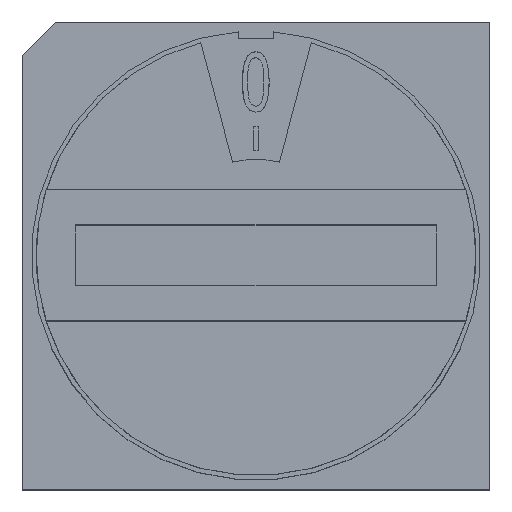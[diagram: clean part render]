
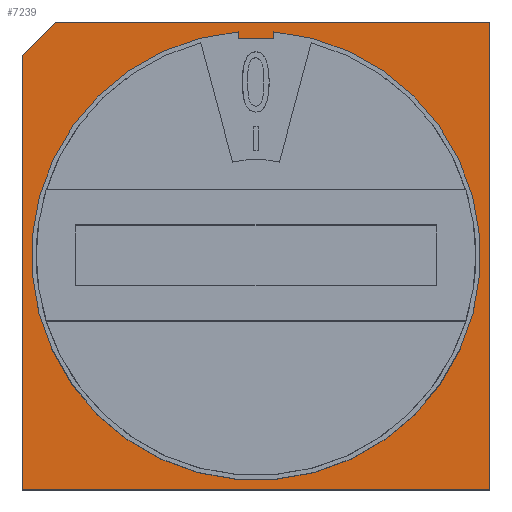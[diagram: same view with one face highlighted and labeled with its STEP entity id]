
A CAD part, top view. The second image highlights one B-rep face of the part: STEP entity #7239.
In plain terms, the highlighted planar face has unit normal (0, 0, 1).
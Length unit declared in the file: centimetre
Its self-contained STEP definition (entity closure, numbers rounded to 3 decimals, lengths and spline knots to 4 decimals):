
#1015=LINE('',#12149,#1791);
#1019=LINE('',#12157,#1795);
#1023=LINE('',#12165,#1799);
#1027=LINE('',#12174,#1803);
#1030=LINE('',#12180,#1806);
#1034=LINE('',#12190,#1810);
#1060=LINE('',#12395,#1836);
#1061=LINE('',#12397,#1837);
#1791=VECTOR('',#8788,1.);
#1795=VECTOR('',#8794,1.);
#1799=VECTOR('',#8800,1.);
#1803=VECTOR('',#8806,1.);
#1806=VECTOR('',#8811,1.);
#1810=VECTOR('',#8823,1.);
#1836=VECTOR('',#8871,1.);
#1837=VECTOR('',#8874,1.);
#1962=FACE_BOUND('',#2788,.T.);
#2341=FACE_OUTER_BOUND('',#2787,.T.);
#2787=EDGE_LOOP('',(#6338,#6339,#6340,#6341,#6342));
#2788=EDGE_LOOP('',(#6343,#6344,#6345,#6346));
#2846=CIRCLE('',#7588,0.48);
#3415=VERTEX_POINT('',#12147);
#3416=VERTEX_POINT('',#12148);
#3419=VERTEX_POINT('',#12156);
#3422=VERTEX_POINT('',#12163);
#3425=VERTEX_POINT('',#12171);
#3426=VERTEX_POINT('',#12173);
#3428=VERTEX_POINT('',#12179);
#3430=VERTEX_POINT('',#12185);
#3461=VERTEX_POINT('',#12391);
#4368=EDGE_CURVE('',#3415,#3416,#1015,.T.);
#4372=EDGE_CURVE('',#3419,#3415,#1019,.T.);
#4376=EDGE_CURVE('',#3422,#3419,#1023,.T.);
#4380=EDGE_CURVE('',#3426,#3425,#1027,.T.);
#4383=EDGE_CURVE('',#3428,#3426,#1030,.T.);
#4386=EDGE_CURVE('',#3430,#3428,#2846,.T.);
#4389=EDGE_CURVE('',#3425,#3430,#1034,.T.);
#4435=EDGE_CURVE('',#3416,#3461,#1060,.T.);
#4436=EDGE_CURVE('',#3422,#3461,#1061,.T.);
#6338=ORIENTED_EDGE('',*,*,#4436,.T.);
#6339=ORIENTED_EDGE('',*,*,#4435,.F.);
#6340=ORIENTED_EDGE('',*,*,#4368,.F.);
#6341=ORIENTED_EDGE('',*,*,#4372,.F.);
#6342=ORIENTED_EDGE('',*,*,#4376,.F.);
#6343=ORIENTED_EDGE('',*,*,#4389,.T.);
#6344=ORIENTED_EDGE('',*,*,#4386,.T.);
#6345=ORIENTED_EDGE('',*,*,#4383,.T.);
#6346=ORIENTED_EDGE('',*,*,#4380,.T.);
#6822=PLANE('',#7601);
#7239=ADVANCED_FACE('',(#2341,#1962),#6822,.T.);
#7588=AXIS2_PLACEMENT_3D('',#12186,#8817,#8818);
#7601=AXIS2_PLACEMENT_3D('',#12396,#8872,#8873);
#8788=DIRECTION('',(-1.,0.,0.));
#8794=DIRECTION('',(0.,-1.,0.));
#8800=DIRECTION('',(1.,0.,0.));
#8806=DIRECTION('',(1.,0.,0.));
#8811=DIRECTION('',(0.,-1.,0.));
#8817=DIRECTION('center_axis',(0.,0.,
-1.));
#8818=DIRECTION('ref_axis',(0.079,-0.997,0.));
#8823=DIRECTION('',(0.,1.,0.));
#8871=DIRECTION('',(0.,1.,0.));
#8872=DIRECTION('center_axis',(0.,0.,
1.));
#8873=DIRECTION('ref_axis',(1.,0.,0.));
#8874=DIRECTION('',(-0.707,-0.707,0.));
#12147=CARTESIAN_POINT('',(0.5,-0.5,0.1525));
#12148=CARTESIAN_POINT('',(-0.5,-0.5,0.1525));
#12149=CARTESIAN_POINT('',(-0.5,-0.5,0.1525));
#12156=CARTESIAN_POINT('',(0.5,0.5,0.1525));
#12157=CARTESIAN_POINT('',(0.5,-0.5,0.1525));
#12163=CARTESIAN_POINT('',(-0.4293,0.5,0.1525));
#12165=CARTESIAN_POINT('',(0.5,0.5,0.1525));
#12171=CARTESIAN_POINT('',(0.038,0.4644,0.1525));
#12173=CARTESIAN_POINT('',(-0.038,0.4644,0.1525));
#12174=CARTESIAN_POINT('',(-0.019,0.4644,0.1525));
#12179=CARTESIAN_POINT('',(-0.038,0.4785,0.1525));
#12180=CARTESIAN_POINT('',(-0.038,0.2392,0.1525));
#12185=CARTESIAN_POINT('',(0.038,0.4785,0.1525));
#12186=CARTESIAN_POINT('Origin',(0.,0.,
0.1525));
#12190=CARTESIAN_POINT('',(0.038,0.2322,0.1525));
#12391=CARTESIAN_POINT('',(-0.5,0.4293,0.1525));
#12395=CARTESIAN_POINT('',(-0.5,0.5,0.1525));
#12396=CARTESIAN_POINT('Origin',(0.,0.,
0.1525));
#12397=CARTESIAN_POINT('',(-0.4823,0.447,0.1525));
